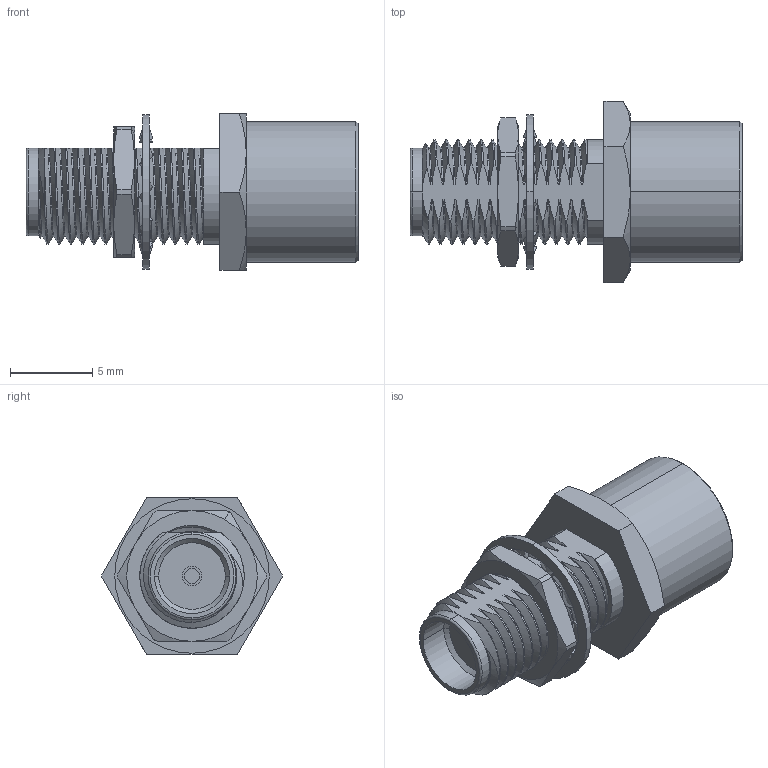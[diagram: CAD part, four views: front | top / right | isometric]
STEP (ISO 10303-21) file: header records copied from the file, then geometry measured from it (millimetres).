
FILE_DESCRIPTION (( 'STEP AP203' ), '1' );
FILE_NAME ('FMAD1031.step', '2018-07-26T22:30:35', ( '' ), ( '' ), 'SwSTEP 2.0', 'SolidWorks 2017', '' );
FILE_SCHEMA (( 'CONFIG_CONTROL_DESIGN' ));
Length unit declared in the file: inch
Products named in the file (1): FMAD1031
Bounding box: 20.2 x 11.03 x 9.55 mm (x, y, z)
Volume: 735.7 mm3; surface area: 1058.3 mm2
Topology: 3 solids, 4 shells, 229 faces, 646 edges, 433 vertices
Faces by surface type: bspline 90, cylinder 56, plane 43, cone 36, torus 4
Entity records: 26044 total; most frequent: CARTESIAN_POINT 20898, ORIENTED_EDGE 1292, DIRECTION 767, EDGE_CURVE 646, VERTEX_POINT 433, AXIS2_PLACEMENT_3D 287, EDGE_LOOP 241, ADVANCED_FACE 229
